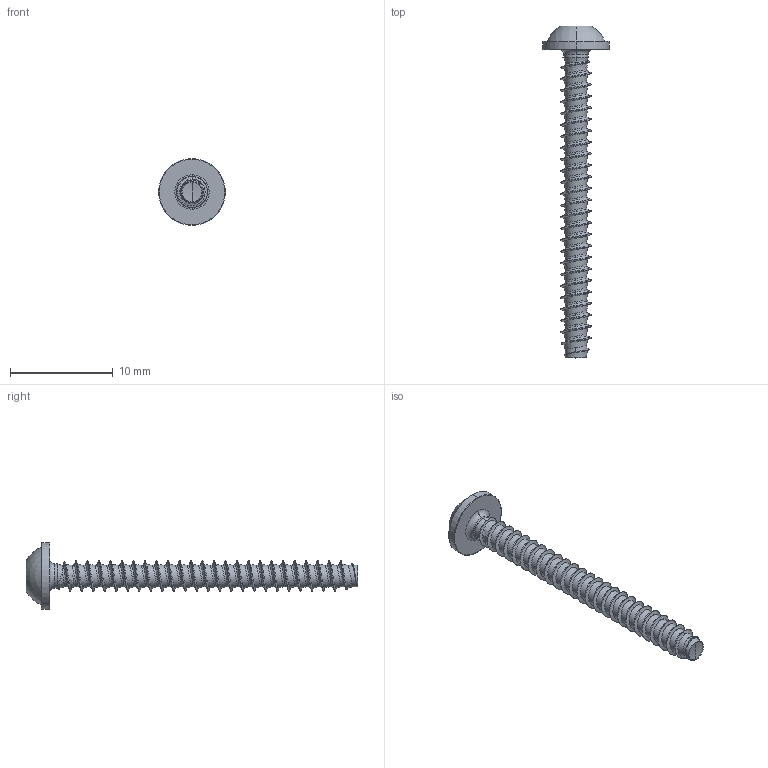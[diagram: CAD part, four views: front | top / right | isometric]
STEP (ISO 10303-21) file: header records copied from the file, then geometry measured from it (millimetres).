
FILE_DESCRIPTION (( 'STEP AP203' ), '1' );
FILE_NAME ('STP380300300.STEP', '2017-08-15T17:38:27', ( '' ), ( '' ), 'SwSTEP 2.0', 'SolidWorks 2015', '' );
FILE_SCHEMA (( 'CONFIG_CONTROL_DESIGN' ));
Length unit declared in the file: millimetre
Products named in the file (1): STP380300300
Bounding box: 6.5 x 32.3 x 6.5 mm (x, y, z)
Volume: 167.7 mm3; surface area: 433.5 mm2
Topology: 1 solids, 1 shells, 137 faces, 354 edges, 220 vertices
Faces by surface type: cylinder 77, bspline 35, cone 10, torus 8, sphere 4, plane 3
Entity records: 34149 total; most frequent: CARTESIAN_POINT 31268, ORIENTED_EDGE 704, DIRECTION 433, EDGE_CURVE 352, VERTEX_POINT 220, AXIS2_PLACEMENT_3D 171, B_SPLINE_CURVE_WITH_KNOTS 141, EDGE_LOOP 140
